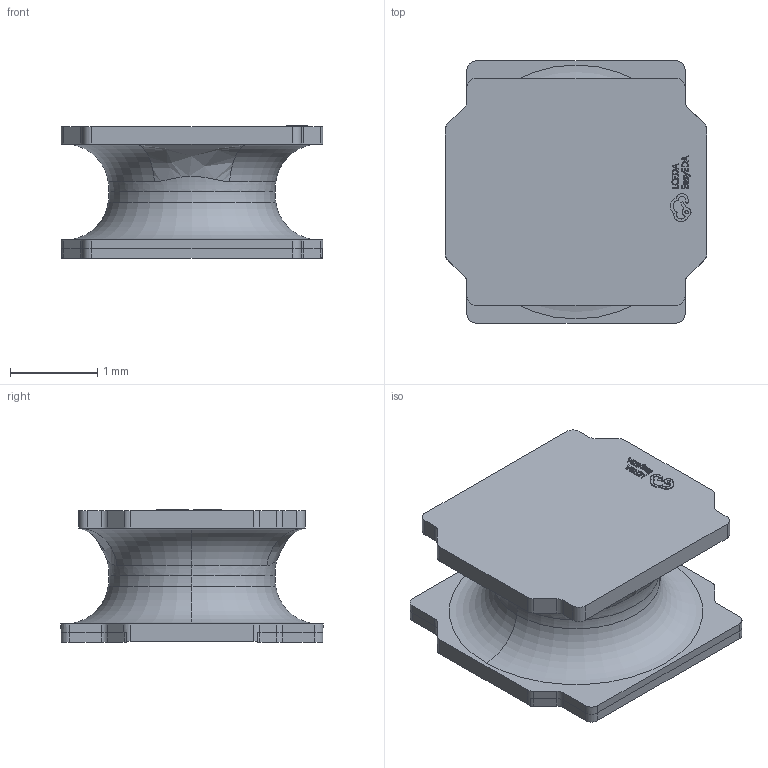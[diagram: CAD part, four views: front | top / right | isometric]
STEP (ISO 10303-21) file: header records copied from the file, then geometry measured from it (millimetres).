
FILE_DESCRIPTION (( 'STEP AP214' ), '1' );
FILE_NAME ('IND-SMD_L3.0-W3.0-H1.5_SMNR3015.step', '2024-11-08T07:48:24', ( '' ), ( '' ), 'SwSTEP 2.0', 'SolidWorks 2021', '' );
FILE_SCHEMA (( 'AUTOMOTIVE_DESIGN' ));
Length unit declared in the file: millimetre
Products named in the file (1): IND-SMD_L3.0-W3.0-H1.5_SMNR3015
Bounding box: 3 x 3.01 x 1.52 mm (x, y, z)
Volume: 7 mm3; surface area: 43.5 mm2
Topology: 3 solids, 3 shells, 321 faces, 878 edges, 583 vertices
Faces by surface type: plane 175, bspline 100, cylinder 36, torus 10
Entity records: 14304 total; most frequent: CARTESIAN_POINT 3214, ORIENTED_EDGE 1756, DIRECTION 1195, EDGE_CURVE 878, VERTEX_POINT 583, VECTOR 571, LINE 571, EDGE_LOOP 341
